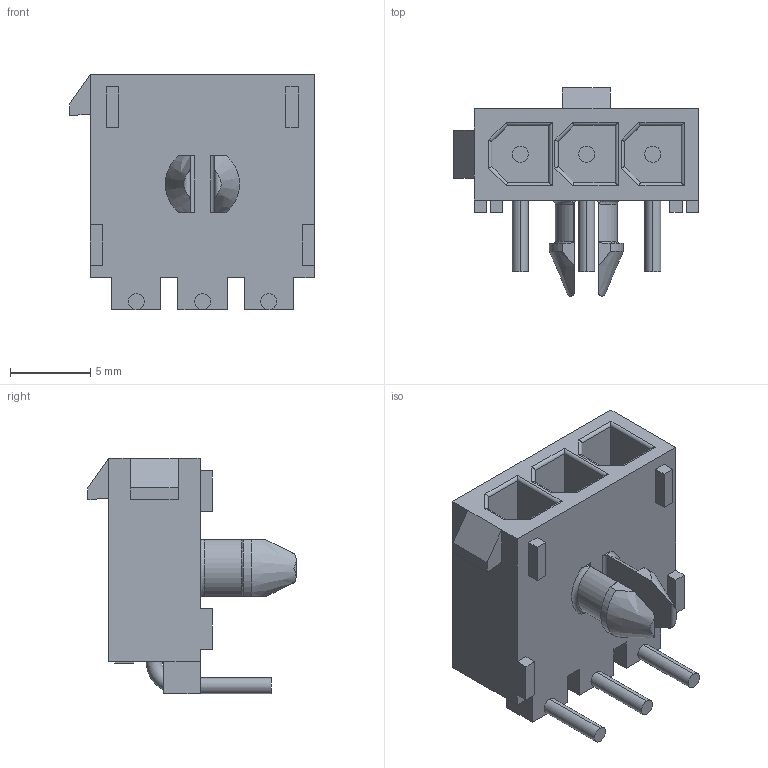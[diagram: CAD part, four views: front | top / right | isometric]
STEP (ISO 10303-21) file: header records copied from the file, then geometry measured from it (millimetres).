
FILE_DESCRIPTION((''),'2;1');
FILE_NAME('C-1-770967-0','2017-06-15T',('workeradm'),('Tyco Electronics Ltd.'),'CREO PARAMETRIC BY PTC INC, 2016050','CREO PARAMETRIC BY PTC INC, 2016050','');
FILE_SCHEMA(('AUTOMOTIVE_DESIGN { 1 0 10303 214 1 1 1 1 }'));
Length unit declared in the file: millimetre
Products named in the file (1): C-1-770967-0
Bounding box: 15.29 x 13 x 14.71 mm (x, y, z)
Volume: 808.8 mm3; surface area: 1340.1 mm2
Topology: 1 solids, 1 shells, 139 faces, 349 edges, 226 vertices
Faces by surface type: plane 89, cylinder 38, torus 10, cone 2
Entity records: 4610 total; most frequent: CARTESIAN_POINT 1131, ORIENTED_EDGE 698, DIRECTION 635, EDGE_CURVE 349, VECTOR 253, LINE 253, VERTEX_POINT 226, AXIS2_PLACEMENT_3D 191
